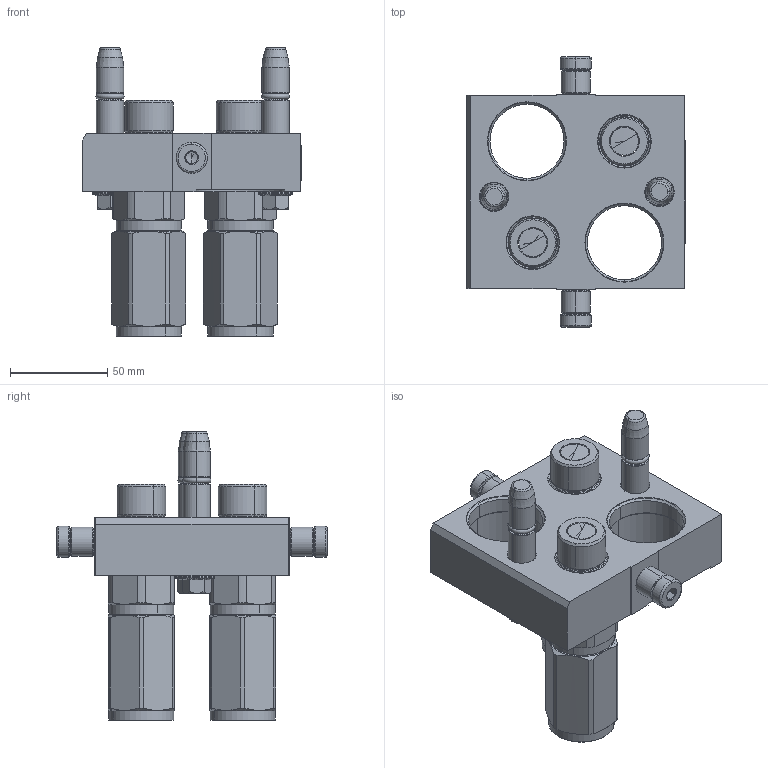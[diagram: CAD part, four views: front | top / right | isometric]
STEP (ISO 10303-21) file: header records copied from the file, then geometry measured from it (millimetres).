
FILE_DESCRIPTION (( 'STEP AP214' ), '1' );
FILE_NAME ('FASTER.step', '2022-05-24T09:08:43', ( '' ), ( '' ), 'SwSTEP 2.0', 'SolidWorks 2017', '' );
FILE_SCHEMA (( 'AUTOMOTIVE_DESIGN' ));
Length unit declared in the file: millimetre
Products named in the file (11): 1540_080_0008_000; 3ffnp12_gas_m; 4830_013_3000_030; 4830_010_0000_032; FASTER; et002; 4830_021_0000_000; P510_M_BASE; or2_62x9_19_m; 4830_028_1000_011
Assembly tree (16 placements, depth 3):
  FASTER
    P510_M_BASE
      4830_010_0000_032
      4830_013_3000_030  x2
      4830_028_1000_011  x2
      4830_021_0000_000  x2
      1540_080_0008_000  x2
      or2_62x9_19_m  x2
    3ffnp12_gas_m  x2
      3ffnp12_gas_m
    et002
Bounding box: 112.3 x 138.6 x 148.2 mm (x, y, z)
Volume: 2873.9 mm3; surface area: 101721.2 mm2
Topology: 5 solids, 38 shells, 1721 faces, 4892 edges, 3198 vertices
Faces by surface type: plane 1002, cylinder 279, cone 278, torus 84, bspline 78
Entity records: 49845 total; most frequent: CARTESIAN_POINT 13309, ORIENTED_EDGE 6953, DIRECTION 6374, EDGE_CURVE 3651, LINE 2618, VECTOR 2618, VERTEX_POINT 2399, AXIS2_PLACEMENT_3D 1878
